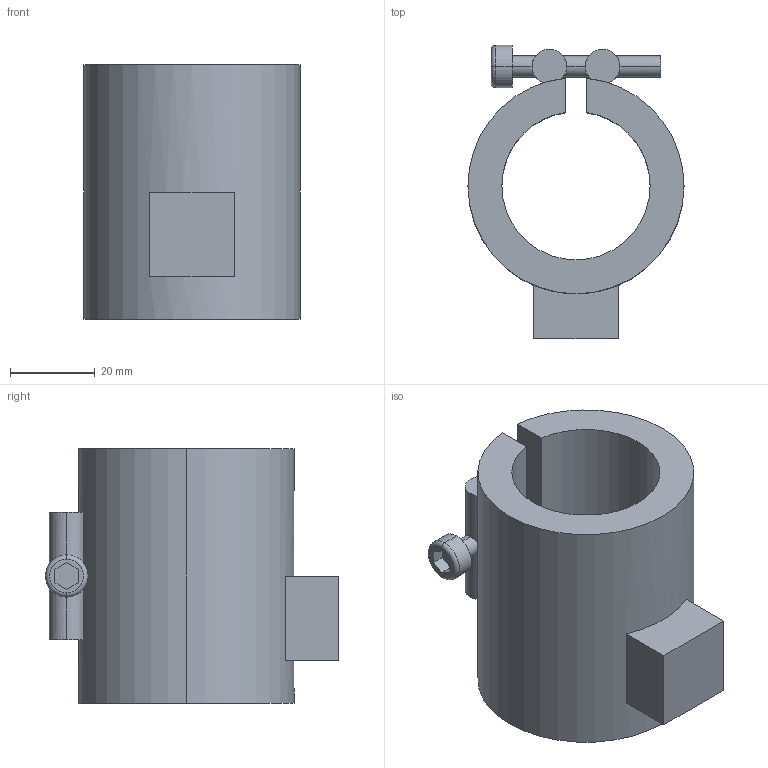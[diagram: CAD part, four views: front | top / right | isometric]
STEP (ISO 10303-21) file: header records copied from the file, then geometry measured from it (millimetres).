
FILE_DESCRIPTION (( 'STEP AP214' ), '1' );
FILE_NAME ('elena.step', '2020-04-10T09:35:47', ( '' ), ( '' ), 'SwSTEP 2.0', 'SolidWorks 2019', '' );
FILE_SCHEMA (( 'AUTOMOTIVE_DESIGN' ));
Length unit declared in the file: millimetre
Products named in the file (1): elena
Bounding box: 51 x 69.21 x 60 mm (x, y, z)
Volume: 70630.7 mm3; surface area: 21408.3 mm2
Topology: 1 solids, 1 shells, 45 faces, 110 edges, 70 vertices
Faces by surface type: plane 23, cylinder 20, torus 2
Entity records: 1604 total; most frequent: CARTESIAN_POINT 482, DIRECTION 236, ORIENTED_EDGE 220, EDGE_CURVE 110, AXIS2_PLACEMENT_3D 88, VERTEX_POINT 70, VECTOR 60, LINE 60
